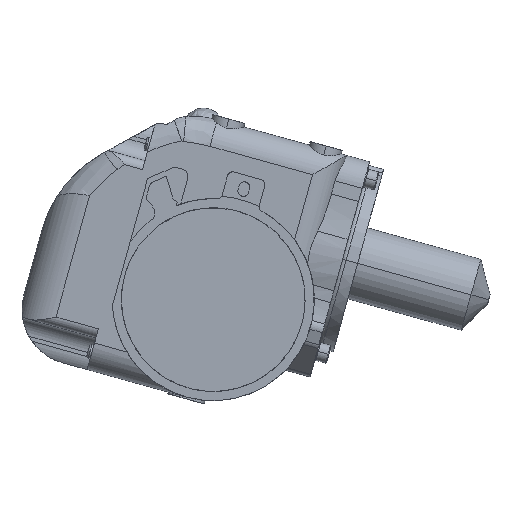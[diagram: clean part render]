
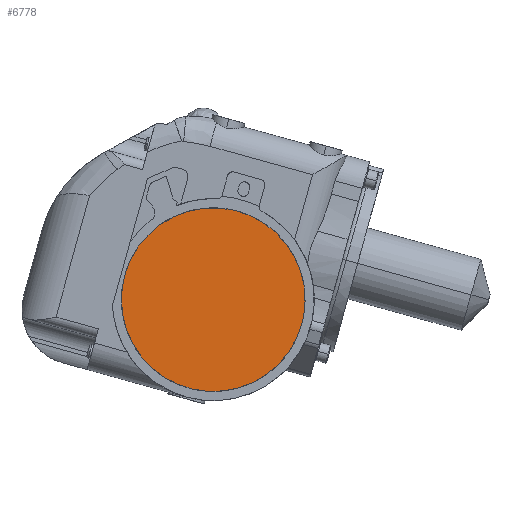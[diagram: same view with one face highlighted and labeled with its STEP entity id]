
A CAD part, front view. The second image highlights one B-rep face of the part: STEP entity #6778.
In plain terms, the highlighted planar face has unit normal (0, -1, 0).
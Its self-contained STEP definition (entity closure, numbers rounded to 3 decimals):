
#150 = CARTESIAN_POINT ( 'NONE',  ( -199.223, -69., -9.371 ) ) ;
#225 = CARTESIAN_POINT ( 'NONE',  ( -121.82, -69., 41.432 ) ) ;
#390 = CARTESIAN_POINT ( 'NONE',  ( -168.794, -69., 46.449 ) ) ;
#398 = CARTESIAN_POINT ( 'NONE',  ( -200.105, -69., 0.412 ) ) ;
#557 = CARTESIAN_POINT ( 'NONE',  ( -133.513, -69., 47.317 ) ) ;
#791 = EDGE_CURVE ( 'NONE', #3564, #1650, #5619, .T. ) ;
#1000 = CARTESIAN_POINT ( 'NONE',  ( -102.683, -69., -16.487 ) ) ;
#1417 = CARTESIAN_POINT ( 'NONE',  ( -160.179, -69., -49.062 ) ) ;
#1507 = CARTESIAN_POINT ( 'NONE',  ( -189.996, -69., -30.183 ) ) ;
#1579 = CARTESIAN_POINT ( 'NONE',  ( -152.875, -69., 50.024 ) ) ;
#1586 = CARTESIAN_POINT ( 'NONE',  ( -140.629, -69., -49.223 ) ) ;
#1650 = VERTEX_POINT ( 'NONE', #9106 ) ;
#1758 = CARTESIAN_POINT ( 'NONE',  ( -198.189, -69., 13.333 ) ) ;
#1840 = CARTESIAN_POINT ( 'NONE',  ( -139.821, -69., 49.062 ) ) ;
#1916 = CARTESIAN_POINT ( 'NONE',  ( -103.551, -69., 18.794 ) ) ;
#2355 = CARTESIAN_POINT ( 'NONE',  ( -106.809, -69., -25.402 ) ) ;
#2694 = CARTESIAN_POINT ( 'NONE',  ( -114.862, -69., -35.721 ) ) ;
#2775 = CARTESIAN_POINT ( 'NONE',  ( -137.421, -69., -48.502 ) ) ;
#2855 = CARTESIAN_POINT ( 'NONE',  ( -185.138, -69., 35.721 ) ) ;
#2864 = CARTESIAN_POINT ( 'NONE',  ( -131.206, -69., -46.449 ) ) ;
#3105 = CARTESIAN_POINT ( 'NONE',  ( -143.061, -69., 49.624 ) ) ;
#3191 = CARTESIAN_POINT ( 'NONE',  ( -114.279, -69., 35.138 ) ) ;
#3564 = VERTEX_POINT ( 'NONE', #8251 ) ;
#3838 = EDGE_LOOP ( 'NONE', ( #11219, #15500 ) ) ;
#3903 = PLANE ( 'NONE',  #10912 ) ;
#4050 = CARTESIAN_POINT ( 'NONE',  ( -122.506, -69., -41.89 ) ) ;
#4123 = CARTESIAN_POINT ( 'NONE',  ( -197.317, -69., 16.487 ) ) ;
#4205 = CARTESIAN_POINT ( 'NONE',  ( -100.376, -69., -6.94 ) ) ;
#4215 = CARTESIAN_POINT ( 'NONE',  ( -183.34, -69., -37.406 ) ) ;
#4374 = CARTESIAN_POINT ( 'NONE',  ( -171.8, -69., 45.116 ) ) ;
#4381 = CARTESIAN_POINT ( 'NONE',  ( -199.624, -69., 6.939 ) ) ;
#4701 = CARTESIAN_POINT ( 'NONE',  ( -101.811, -69., -13.333 ) ) ;
#5312 = CARTESIAN_POINT ( 'NONE',  ( -200.024, -69., -2.875 ) ) ;
#5386 = CARTESIAN_POINT ( 'NONE',  ( -100.777, -69., 9.371 ) ) ;
#5563 = CARTESIAN_POINT ( 'NONE',  ( -147.125, -69., -50.024 ) ) ;
#5619 = B_SPLINE_CURVE_WITH_KNOTS ( 'NONE', 3,
 ( #12551, #1000, #6157, #2355, #7504, #13147, #2694, #15840, #4050, #14410, #2864, #2775, #1586, #5563, #7927, #6740, #1417, #7843, #14243, #11864, #13313, #4215, #9424, #1507, #12041, #6662, #6578, #11699, #150, #5312, #398, #4381, #14573, #1758 ),
 .UNSPECIFIED., .F., .F.,
 ( 4, 2, 2, 2, 2, 2, 2, 2, 2, 2, 2, 2, 2, 2, 2, 2, 4 ),
 ( 0., 0.062, 0.125, 0.187, 0.25, 0.312, 0.375, 0.438, 0.5, 0.563, 0.625, 0.688, 0.75, 0.812, 0.875, 0.937, 1. ),
 .UNSPECIFIED. ) ;
#5659 = B_SPLINE_CURVE_WITH_KNOTS ( 'NONE', 3,
 ( #14648, #4123, #15748, #9259, #11945, #13139, #2855, #8331, #5713, #4374, #390, #8249, #15997, #1579, #9502, #3105, #1840, #557, #14734, #10848, #225, #9590, #3191, #10683, #13463, #6733, #1916, #7063, #5386, #15665, #11856, #4205, #9338, #4701 ),
 .UNSPECIFIED., .F., .F.,
 ( 4, 2, 2, 2, 2, 2, 2, 2, 2, 2, 2, 2, 2, 2, 2, 2, 4 ),
 ( 0., 0.062, 0.125, 0.187, 0.25, 0.312, 0.375, 0.437, 0.5, 0.562, 0.625, 0.687, 0.75, 0.812, 0.875, 0.938, 1. ),
 .UNSPECIFIED. ) ;
#5713 = CARTESIAN_POINT ( 'NONE',  ( -177.494, -69., 41.89 ) ) ;
#6157 = CARTESIAN_POINT ( 'NONE',  ( -103.866, -69., -19.555 ) ) ;
#6578 = CARTESIAN_POINT ( 'NONE',  ( -196.449, -69., -18.794 ) ) ;
#6662 = CARTESIAN_POINT ( 'NONE',  ( -195.116, -69., -21.8 ) ) ;
#6733 = CARTESIAN_POINT ( 'NONE',  ( -104.884, -69., 21.8 ) ) ;
#6740 = CARTESIAN_POINT ( 'NONE',  ( -156.939, -69., -49.624 ) ) ;
#6778 = ADVANCED_FACE ( 'NONE', ( #12658 ), #3903, .F. ) ;
#7063 = CARTESIAN_POINT ( 'NONE',  ( -101.498, -69., 12.579 ) ) ;
#7504 = CARTESIAN_POINT ( 'NONE',  ( -108.568, -69., -28.18 ) ) ;
#7528 = CARTESIAN_POINT ( 'NONE',  ( -136.667, -69., 48.189 ) ) ;
#7843 = CARTESIAN_POINT ( 'NONE',  ( -166.487, -69., -47.317 ) ) ;
#7927 = CARTESIAN_POINT ( 'NONE',  ( -150.412, -69., -50.105 ) ) ;
#8249 = CARTESIAN_POINT ( 'NONE',  ( -162.579, -69., 48.502 ) ) ;
#8251 = CARTESIAN_POINT ( 'NONE',  ( -101.811, -69., -13.333 ) ) ;
#8331 = CARTESIAN_POINT ( 'NONE',  ( -180.183, -69., 39.996 ) ) ;
#9106 = CARTESIAN_POINT ( 'NONE',  ( -198.189, -69., 13.333 ) ) ;
#9259 = CARTESIAN_POINT ( 'NONE',  ( -193.191, -69., 25.402 ) ) ;
#9338 = CARTESIAN_POINT ( 'NONE',  ( -100.938, -69., -10.179 ) ) ;
#9424 = CARTESIAN_POINT ( 'NONE',  ( -185.721, -69., -35.138 ) ) ;
#9502 = CARTESIAN_POINT ( 'NONE',  ( -149.588, -69., 50.105 ) ) ;
#9590 = CARTESIAN_POINT ( 'NONE',  ( -116.66, -69., 37.406 ) ) ;
#10683 = CARTESIAN_POINT ( 'NONE',  ( -110.003, -69., 30.183 ) ) ;
#10848 = CARTESIAN_POINT ( 'NONE',  ( -124.598, -69., 43.191 ) ) ;
#10912 = AXIS2_PLACEMENT_3D ( 'NONE', #7528, #14184, #12912 ) ;
#11219 = ORIENTED_EDGE ( 'NONE', *, *, #791, .F. ) ;
#11699 = CARTESIAN_POINT ( 'NONE',  ( -198.502, -69., -12.579 ) ) ;
#11856 = CARTESIAN_POINT ( 'NONE',  ( -99.895, -69., -0.412 ) ) ;
#11864 = CARTESIAN_POINT ( 'NONE',  ( -175.402, -69., -43.191 ) ) ;
#11945 = CARTESIAN_POINT ( 'NONE',  ( -191.432, -69., 28.18 ) ) ;
#12041 = CARTESIAN_POINT ( 'NONE',  ( -191.89, -69., -27.494 ) ) ;
#12551 = CARTESIAN_POINT ( 'NONE',  ( -101.811, -69., -13.333 ) ) ;
#12658 = FACE_OUTER_BOUND ( 'NONE', #3838, .T. ) ;
#12912 = DIRECTION ( 'NONE',  ( -0.964, 0., 0.267 ) ) ;
#13139 = CARTESIAN_POINT ( 'NONE',  ( -187.406, -69., 33.34 ) ) ;
#13147 = CARTESIAN_POINT ( 'NONE',  ( -112.594, -69., -33.34 ) ) ;
#13313 = CARTESIAN_POINT ( 'NONE',  ( -178.18, -69., -41.432 ) ) ;
#13463 = CARTESIAN_POINT ( 'NONE',  ( -108.11, -69., 27.494 ) ) ;
#14184 = DIRECTION ( 'NONE',  ( 0., 1., 0. ) ) ;
#14243 = CARTESIAN_POINT ( 'NONE',  ( -169.555, -69., -46.134 ) ) ;
#14410 = CARTESIAN_POINT ( 'NONE',  ( -128.2, -69., -45.116 ) ) ;
#14573 = CARTESIAN_POINT ( 'NONE',  ( -199.062, -69., 10.179 ) ) ;
#14648 = CARTESIAN_POINT ( 'NONE',  ( -198.189, -69., 13.333 ) ) ;
#14734 = CARTESIAN_POINT ( 'NONE',  ( -130.445, -69., 46.133 ) ) ;
#15500 = ORIENTED_EDGE ( 'NONE', *, *, #16140, .F. ) ;
#15665 = CARTESIAN_POINT ( 'NONE',  ( -99.976, -69., 2.875 ) ) ;
#15748 = CARTESIAN_POINT ( 'NONE',  ( -196.133, -69., 19.555 ) ) ;
#15840 = CARTESIAN_POINT ( 'NONE',  ( -119.817, -69., -39.997 ) ) ;
#15997 = CARTESIAN_POINT ( 'NONE',  ( -159.371, -69., 49.223 ) ) ;
#16140 = EDGE_CURVE ( 'NONE', #1650, #3564, #5659, .T. ) ;
